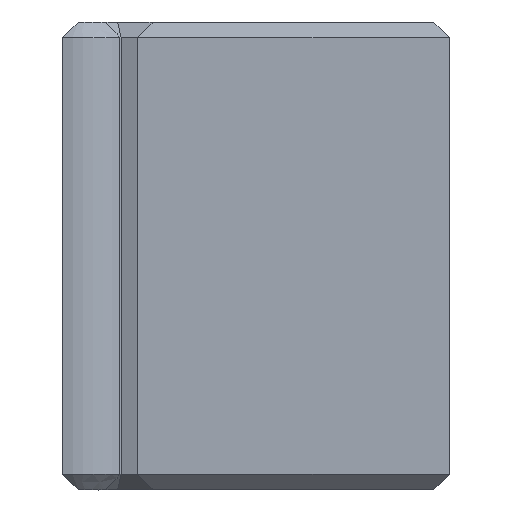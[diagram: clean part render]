
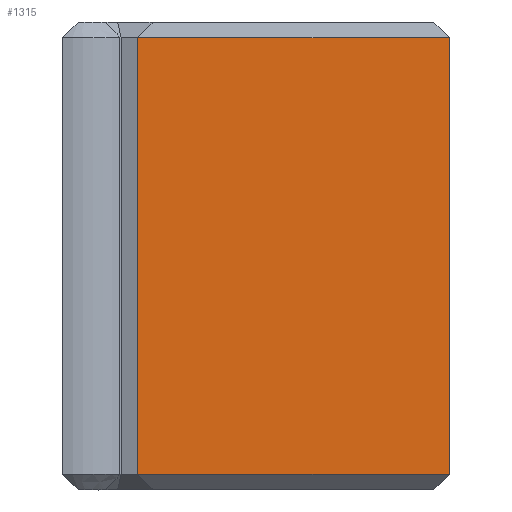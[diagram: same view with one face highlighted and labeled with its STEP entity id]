
A CAD part, left-side view. The second image highlights one B-rep face of the part: STEP entity #1315.
In plain terms, the highlighted planar face has unit normal (-1, 0, 0).
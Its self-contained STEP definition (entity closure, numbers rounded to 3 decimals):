
#438=CARTESIAN_POINT('Vertex',(-7.5,10.,7.)) ;
#466=CARTESIAN_POINT('Vertex',(-7.5,0.,7.)) ;
#506=CARTESIAN_POINT('Line Origine',(-7.5,5.,7.)) ;
#1207=CARTESIAN_POINT('Line Origine',(-7.5,10.,0.)) ;
#1211=CARTESIAN_POINT('Vertex',(-7.5,10.,-7.)) ;
#1257=CARTESIAN_POINT('Line Origine',(-7.5,0.,0.)) ;
#1261=CARTESIAN_POINT('Vertex',(-7.5,0.,-7.)) ;
#1299=CARTESIAN_POINT('Axis2P3D Location',(-7.5,10.,0.)) ;
#1304=CARTESIAN_POINT('Line Origine',(-7.5,5.,-7.)) ;
#507=DIRECTION('Vector Direction',(0.,-1.,0.)) ;
#1208=DIRECTION('Vector Direction',(0.,0.,1.)) ;
#1258=DIRECTION('Vector Direction',(0.,0.,1.)) ;
#1300=DIRECTION('Axis2P3D Direction',(-1.,0.,0.)) ;
#1301=DIRECTION('Axis2P3D XDirection',(0.,-1.,0.)) ;
#1305=DIRECTION('Vector Direction',(0.,-1.,0.)) ;
#1302=AXIS2_PLACEMENT_3D('Plane Axis2P3D',#1299,#1300,#1301) ;
#1310=ORIENTED_EDGE('',*,*,#1263,.T.) ;
#1311=ORIENTED_EDGE('',*,*,#510,.F.) ;
#1312=ORIENTED_EDGE('',*,*,#1213,.F.) ;
#1313=ORIENTED_EDGE('',*,*,#1308,.T.) ;
#508=VECTOR('Line Direction',#507,1.) ;
#1209=VECTOR('Line Direction',#1208,1.) ;
#1259=VECTOR('Line Direction',#1258,1.) ;
#1306=VECTOR('Line Direction',#1305,1.) ;
#1315=ADVANCED_FACE('Hauptk\X2\00F6\X0\rper',(#1314),#1303,.T.) ;
#510=EDGE_CURVE('',#439,#467,#509,.T.) ;
#1213=EDGE_CURVE('',#1212,#439,#1210,.T.) ;
#1263=EDGE_CURVE('',#1262,#467,#1260,.T.) ;
#1308=EDGE_CURVE('',#1212,#1262,#1307,.T.) ;
#1309=EDGE_LOOP('',(#1310,#1311,#1312,#1313)) ;
#1314=FACE_OUTER_BOUND('',#1309,.T.) ;
#509=LINE('Line',#506,#508) ;
#1210=LINE('Line',#1207,#1209) ;
#1260=LINE('Line',#1257,#1259) ;
#1307=LINE('Line',#1304,#1306) ;
#1303=PLANE('Plane',#1302) ;
#439=VERTEX_POINT('',#438) ;
#467=VERTEX_POINT('',#466) ;
#1212=VERTEX_POINT('',#1211) ;
#1262=VERTEX_POINT('',#1261) ;
